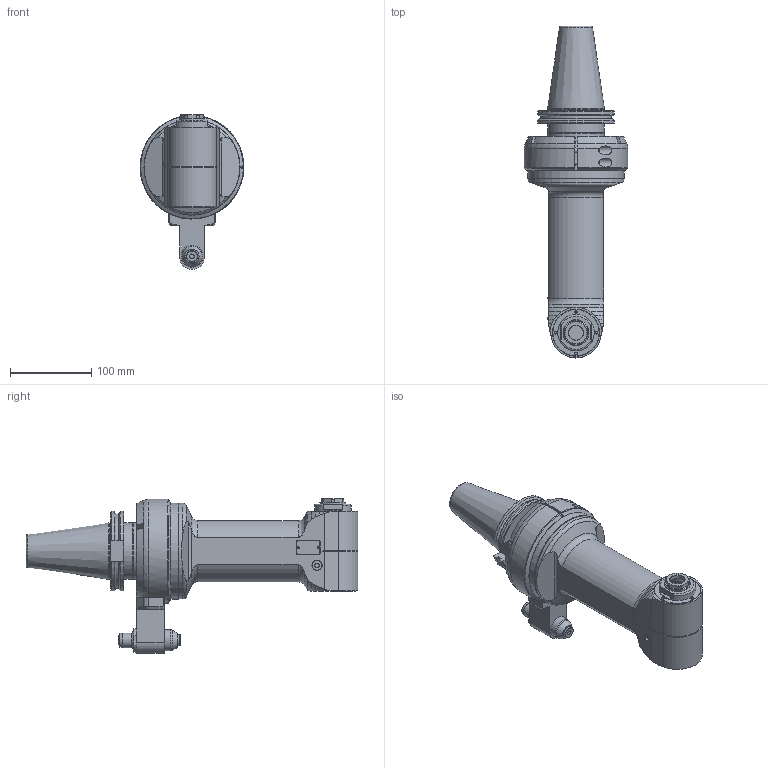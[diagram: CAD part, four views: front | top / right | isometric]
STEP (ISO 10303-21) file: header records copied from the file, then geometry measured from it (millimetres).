
FILE_DESCRIPTION(/* description */ (''),/* implementation_level */ '2;1');
FILE_NAME(/* name */ '9.F90.16L00-8C50.stp',/* time_stamp */ '2024-09-04T16:22:41-04:00',/* author */ ('jkrenzer'),/* organization */ (''),/* preprocessor_version */ 'ST-DEVELOPER v18.1',/* originating_system */ 'Autodesk Inventor 2022',/* authorisation */ '');
FILE_SCHEMA (('AUTOMOTIVE_DESIGN { 1 0 10303 214 3 1 1 }'));
Length unit declared in the file: millimetre
Products named in the file (3): 9.F90.16L00-8C50; 9GA21C_451   (Type 2, Cat50, 110mm); 9_F90_16L00
Assembly tree (2 placements, depth 2):
  9.F90.16L00-8C50
    9GA21C_451   (Type 2, Cat50, 110mm)
    9_F90_16L00
Bounding box: 128 x 409.6 x 191.25 mm (x, y, z)
Volume: 2177037.4 mm3; surface area: 236428.2 mm2
Topology: 5 solids, 5 shells, 587 faces, 1501 edges, 967 vertices
Faces by surface type: plane 241, cone 151, cylinder 148, torus 38, bspline 5, sphere 4
Full cylindrical faces by diameter (mm): 2.5 x3, 2.6 x2, 3 x1, 3.2 x4, 4.2 x2, 5 x4, 5.3 x2, 6 x4, 6.5 x1, 7 x1, 8 x3, 8.821 x1, 9.525 x1, 10 x4, 10.4 x2, 10.5 x20, 11 x2, 12 x3, 12.5 x2, 14 x1, 18 x4, 21.963 x1, 22.6 x1, 25.6 x1, 26 x1, 26.187 x1, 26.8 x1, 27 x1, 28 x1, 30.5 x1
Entity records: 32187 total; most frequent: CARTESIAN_POINT 18285, ORIENTED_EDGE 2922, DIRECTION 2879, EDGE_CURVE 1461, AXIS2_PLACEMENT_3D 1133, VERTEX_POINT 967, EDGE_LOOP 678, LINE 613
